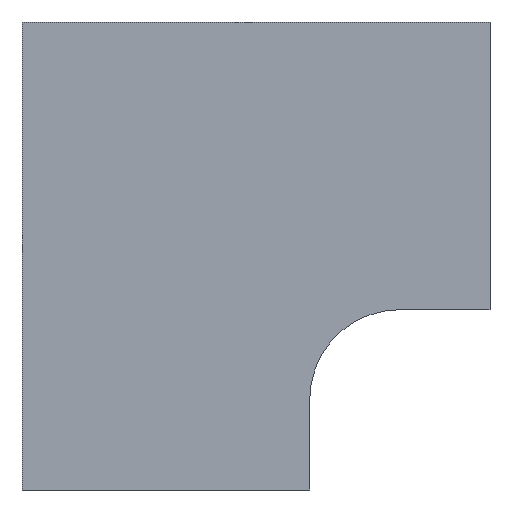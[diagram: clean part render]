
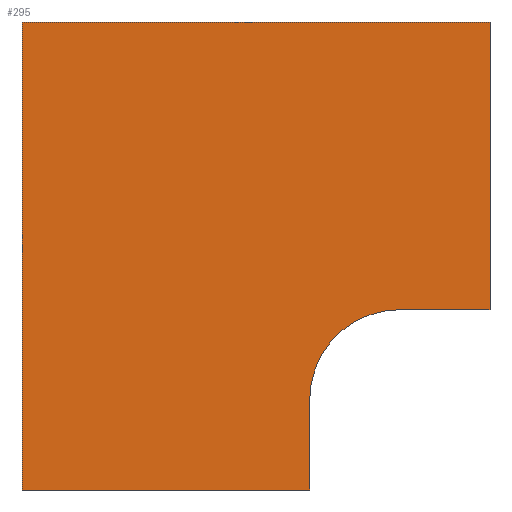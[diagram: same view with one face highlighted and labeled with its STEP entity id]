
A CAD part, front view. The second image highlights one B-rep face of the part: STEP entity #295.
In plain terms, the highlighted planar face has unit normal (0, -1, 0).
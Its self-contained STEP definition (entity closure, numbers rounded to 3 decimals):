
#3 = CARTESIAN_POINT ( 'NONE',  ( -25.95, -23.95, -15.95 ) ) ;
#20 = CARTESIAN_POINT ( 'NONE',  ( 15.95, -23.95, -5.95 ) ) ;
#33 = DIRECTION ( 'NONE',  ( 1., 0., 0. ) ) ;
#35 = EDGE_CURVE ( 'NONE', #383, #150, #441, .T. ) ;
#43 = EDGE_CURVE ( 'NONE', #387, #383, #453, .T. ) ;
#45 = VECTOR ( 'NONE', #332, 1000. ) ;
#47 = LINE ( 'NONE', #3, #45 ) ;
#53 = VECTOR ( 'NONE', #213, 1000. ) ;
#54 = DIRECTION ( 'NONE',  ( 1., 0., 0. ) ) ;
#57 = LINE ( 'NONE', #475, #53 ) ;
#59 = LINE ( 'NONE', #68, #143 ) ;
#60 = CARTESIAN_POINT ( 'NONE',  ( 15.95, -23.95, -15.95 ) ) ;
#66 = DIRECTION ( 'NONE',  ( 0., 1., 0. ) ) ;
#68 = CARTESIAN_POINT ( 'NONE',  ( 15.95, -23.95, 25.95 ) ) ;
#71 = DIRECTION ( 'NONE',  ( 0., 0., -1. ) ) ;
#77 = CARTESIAN_POINT ( 'NONE',  ( 5.95, -23.95, -25.95 ) ) ;
#88 = CARTESIAN_POINT ( 'NONE',  ( -25.95, -23.95, -25.95 ) ) ;
#96 = DIRECTION ( 'NONE',  ( 1., 0., 0. ) ) ;
#101 = ORIENTED_EDGE ( 'NONE', *, *, #529, .T. ) ;
#108 = VERTEX_POINT ( 'NONE', #77 ) ;
#111 = CARTESIAN_POINT ( 'NONE',  ( 25.95, -23.95, -5.95 ) ) ;
#123 = LINE ( 'NONE', #194, #180 ) ;
#124 = ORIENTED_EDGE ( 'NONE', *, *, #43, .T. ) ;
#125 = ORIENTED_EDGE ( 'NONE', *, *, #534, .F. ) ;
#127 = ORIENTED_EDGE ( 'NONE', *, *, #35, .T. ) ;
#130 = ORIENTED_EDGE ( 'NONE', *, *, #479, .F. ) ;
#135 = ORIENTED_EDGE ( 'NONE', *, *, #163, .T. ) ;
#143 = VECTOR ( 'NONE', #54, 1000. ) ;
#150 = VERTEX_POINT ( 'NONE', #111 ) ;
#154 = AXIS2_PLACEMENT_3D ( 'NONE', #271, #296, #302 ) ;
#163 = EDGE_CURVE ( 'NONE', #403, #108, #472, .T. ) ;
#180 = VECTOR ( 'NONE', #191, 1000. ) ;
#191 = DIRECTION ( 'NONE',  ( 0., 0., 1. ) ) ;
#192 = ORIENTED_EDGE ( 'NONE', *, *, #468, .T. ) ;
#194 = CARTESIAN_POINT ( 'NONE',  ( 25.95, -23.95, -5.95 ) ) ;
#213 = DIRECTION ( 'NONE',  ( 0., 0., 1. ) ) ;
#252 = PLANE ( 'NONE',  #154 ) ;
#260 = AXIS2_PLACEMENT_3D ( 'NONE', #60, #66, #71 ) ;
#271 = CARTESIAN_POINT ( 'NONE',  ( 15.95, -23.95, -15.95 ) ) ;
#295 = ADVANCED_FACE ( 'NONE', ( #496 ), #252, .F. ) ;
#296 = DIRECTION ( 'NONE',  ( 0., 1., 0. ) ) ;
#302 = DIRECTION ( 'NONE',  ( 0., 0., 1. ) ) ;
#316 = CARTESIAN_POINT ( 'NONE',  ( 15.95, -23.95, -5.95 ) ) ;
#317 = VERTEX_POINT ( 'NONE', #394 ) ;
#332 = DIRECTION ( 'NONE',  ( 0., 0., 1. ) ) ;
#354 = VERTEX_POINT ( 'NONE', #431 ) ;
#382 = EDGE_LOOP ( 'NONE', ( #135, #192, #124, #127, #101, #125, #130 ) ) ;
#383 = VERTEX_POINT ( 'NONE', #316 ) ;
#387 = VERTEX_POINT ( 'NONE', #412 ) ;
#394 = CARTESIAN_POINT ( 'NONE',  ( 25.95, -23.95, 25.95 ) ) ;
#403 = VERTEX_POINT ( 'NONE', #456 ) ;
#412 = CARTESIAN_POINT ( 'NONE',  ( 5.95, -23.95, -15.95 ) ) ;
#431 = CARTESIAN_POINT ( 'NONE',  ( -25.95, -23.95, 25.95 ) ) ;
#441 = LINE ( 'NONE', #20, #452 ) ;
#452 = VECTOR ( 'NONE', #33, 1000. ) ;
#453 = CIRCLE ( 'NONE', #260, 10. ) ;
#456 = CARTESIAN_POINT ( 'NONE',  ( -25.95, -23.95, -25.95 ) ) ;
#463 = VECTOR ( 'NONE', #96, 1000. ) ;
#468 = EDGE_CURVE ( 'NONE', #108, #387, #57, .T. ) ;
#472 = LINE ( 'NONE', #88, #463 ) ;
#475 = CARTESIAN_POINT ( 'NONE',  ( 5.95, -23.95, -25.95 ) ) ;
#479 = EDGE_CURVE ( 'NONE', #403, #354, #47, .T. ) ;
#496 = FACE_OUTER_BOUND ( 'NONE', #382, .T. ) ;
#529 = EDGE_CURVE ( 'NONE', #150, #317, #123, .T. ) ;
#534 = EDGE_CURVE ( 'NONE', #354, #317, #59, .T. ) ;
